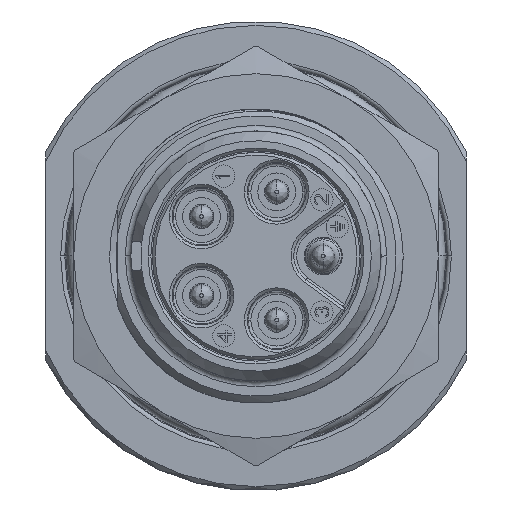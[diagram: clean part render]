
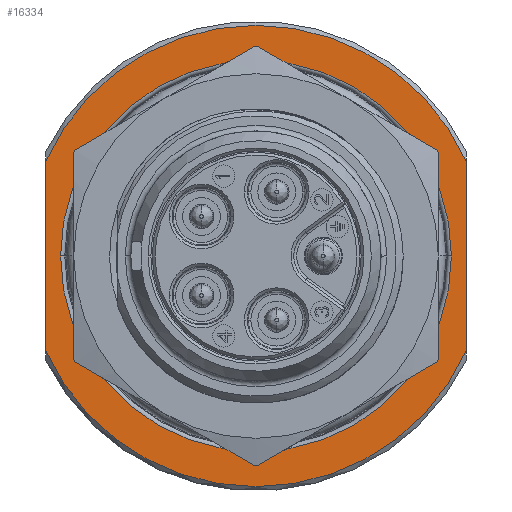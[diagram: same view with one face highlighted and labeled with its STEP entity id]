
A CAD part, left-side view. The second image highlights one B-rep face of the part: STEP entity #16334.
In plain terms, the highlighted planar face has unit normal (-1, 0, 0).
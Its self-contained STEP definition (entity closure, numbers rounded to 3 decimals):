
#111=CARTESIAN_POINT('',(20.5,15.274,-16.75));
#112=DIRECTION('',(-1.,0.,0.));
#113=DIRECTION('',(0.,0.912,-0.411));
#114=AXIS2_PLACEMENT_3D('',#111,#112,#113);
#135=DIRECTION('',(0.,0.,1.));
#136=VECTOR('',#135,13.506);
#137=CARTESIAN_POINT('',(20.5,30.274,-23.503));
#138=LINE('1547',#137,#136);
#139=DIRECTION('',(0.,0.,-1.));
#140=VECTOR('',#139,13.506);
#141=CARTESIAN_POINT('',(20.5,0.274,-9.997));
#142=LINE('1546',#141,#140);
#143=CARTESIAN_POINT('',(20.5,15.274,-16.75));
#144=DIRECTION('',(1.,0.,0.));
#145=DIRECTION('',(0.,0.912,0.411));
#146=AXIS2_PLACEMENT_3D('',#143,#144,#145);
#167=CARTESIAN_POINT('',(20.5,15.274,-16.75));
#168=DIRECTION('',(1.,0.,0.));
#169=DIRECTION('',(0.,1.,0.));
#170=AXIS2_PLACEMENT_3D('',#167,#168,#169);
#182=CARTESIAN_POINT('',(20.5,15.274,-16.75));
#183=DIRECTION('',(1.,0.,0.));
#184=DIRECTION('',(0.,-1.,0.));
#185=AXIS2_PLACEMENT_3D('',#182,#183,#184);
#13705=CARTESIAN_POINT('',(20.5,29.212,-16.75));
#13706=CARTESIAN_POINT('',(20.5,1.335,-16.75));
#13707=VERTEX_POINT('',#13705);
#13708=VERTEX_POINT('',#13706);
#13745=CARTESIAN_POINT('',(20.5,30.274,-9.997));
#13746=CARTESIAN_POINT('',(20.5,0.274,-9.997));
#13747=VERTEX_POINT('',#13745);
#13748=VERTEX_POINT('',#13746);
#13761=CARTESIAN_POINT('',(20.5,30.274,-23.503));
#13762=CARTESIAN_POINT('',(20.5,0.274,-23.503));
#13763=VERTEX_POINT('',#13761);
#13764=VERTEX_POINT('',#13762);
#16316=CARTESIAN_POINT('',(20.5,15.274,-16.75));
#16317=DIRECTION('',(1.,0.,0.));
#16318=DIRECTION('',(0.,-1.,0.));
#16319=AXIS2_PLACEMENT_3D('',#16316,#16317,#16318);
#16320=PLANE('247',#16319);
#16321=ORIENTED_EDGE('1547',*,*,#16217,.T.);
#16323=ORIENTED_EDGE('1528',*,*,#16322,.T.);
#16324=ORIENTED_EDGE('1546',*,*,#16268,.T.);
#16325=ORIENTED_EDGE('1538',*,*,#16308,.F.);
#16326=EDGE_LOOP('247',(#16321,#16323,#16324,#16325));
#16327=FACE_OUTER_BOUND('247',#16326,.F.);
#16329=ORIENTED_EDGE('1486',*,*,#16328,.F.);
#16331=ORIENTED_EDGE('1488',*,*,#16330,.F.);
#16332=EDGE_LOOP('247',(#16329,#16331));
#16333=FACE_BOUND('247',#16332,.F.);
#115=CIRCLE('1538',#114,16.45);
#147=CIRCLE('1528',#146,16.45);
#171=CIRCLE('1486',#170,13.939);
#186=CIRCLE('1488',#185,13.939);
#16217=EDGE_CURVE('1547',#13763,#13747,#138,.T.);
#16268=EDGE_CURVE('1546',#13748,#13764,#142,.T.);
#16308=EDGE_CURVE('1538',#13763,#13764,#115,.T.);
#16322=EDGE_CURVE('1528',#13747,#13748,#147,.T.);
#16328=EDGE_CURVE('1486',#13707,#13708,#171,.T.);
#16330=EDGE_CURVE('1488',#13708,#13707,#186,.T.);
#16334=ADVANCED_FACE('247',(#16327,#16333),#16320,.F.);
